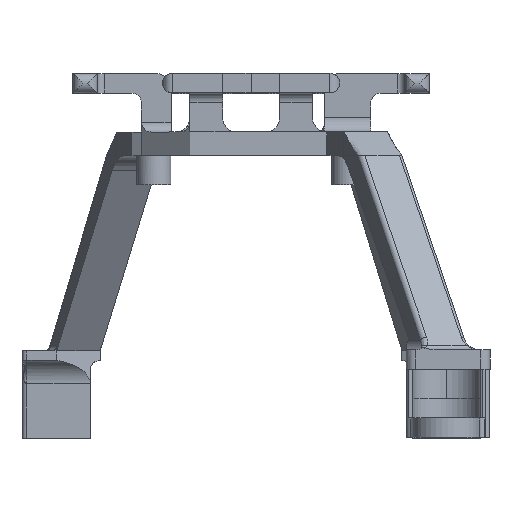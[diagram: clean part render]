
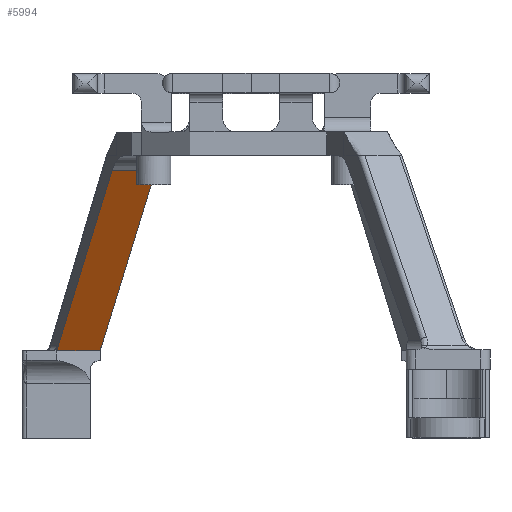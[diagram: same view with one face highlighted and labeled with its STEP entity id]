
A CAD part, top view. The second image highlights one B-rep face of the part: STEP entity #5994.
In plain terms, the highlighted planar face has unit normal (0.369, -0.566, 0.737).
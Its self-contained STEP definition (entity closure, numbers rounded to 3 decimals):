
#296=PLANE('',#6589);
#601=FACE_OUTER_BOUND('',#934,.T.);
#934=EDGE_LOOP('',(#5448,#5449,#5450,#5451));
#1316=LINE('',#9471,#1893);
#1504=LINE('',#10750,#2081);
#1508=LINE('',#10757,#2085);
#1509=LINE('',#10758,#2086);
#1893=VECTOR('',#7638,10.);
#2081=VECTOR('',#8284,10.);
#2085=VECTOR('',#8290,10.);
#2086=VECTOR('',#8291,10.);
#2686=VERTEX_POINT('',#9468);
#2687=VERTEX_POINT('',#9470);
#2864=VERTEX_POINT('',#10695);
#2878=VERTEX_POINT('',#10749);
#3427=EDGE_CURVE('',#2686,#2687,#1316,.T.);
#3744=EDGE_CURVE('',#2687,#2878,#1504,.T.);
#3748=EDGE_CURVE('',#2878,#2864,#1508,.T.);
#3749=EDGE_CURVE('',#2864,#2686,#1509,.T.);
#5448=ORIENTED_EDGE('',*,*,#3748,.F.);
#5449=ORIENTED_EDGE('',*,*,#3744,.F.);
#5450=ORIENTED_EDGE('',*,*,#3427,.F.);
#5451=ORIENTED_EDGE('',*,*,#3749,.F.);
#5994=ADVANCED_FACE('',(#601),#296,.F.);
#6589=AXIS2_PLACEMENT_3D('',#10756,#8288,#8289);
#7638=DIRECTION('',(0.894,0.,-0.448));
#8284=DIRECTION('',(-0.254,-0.824,-0.506));
#8288=DIRECTION('center_axis',(-0.369,0.566,-0.737));
#8289=DIRECTION('ref_axis',(-0.254,-0.824,-0.506));
#8290=DIRECTION('',(-0.894,0.,0.448));
#8291=DIRECTION('',(0.254,0.824,0.506));
#9468=CARTESIAN_POINT('',(11.509,101.83,147.492));
#9470=CARTESIAN_POINT('',(15.978,101.83,145.252));
#9471=CARTESIAN_POINT('',(16.653,101.83,144.913));
#10695=CARTESIAN_POINT('',(5.824,83.35,136.152));
#10749=CARTESIAN_POINT('',(10.293,83.35,133.912));
#10750=CARTESIAN_POINT('',(15.8,101.25,144.896));
#10756=CARTESIAN_POINT('Origin',(16.446,103.35,146.184));
#10757=CARTESIAN_POINT('',(10.293,83.35,133.912));
#10758=CARTESIAN_POINT('',(9.239,94.453,142.965));
